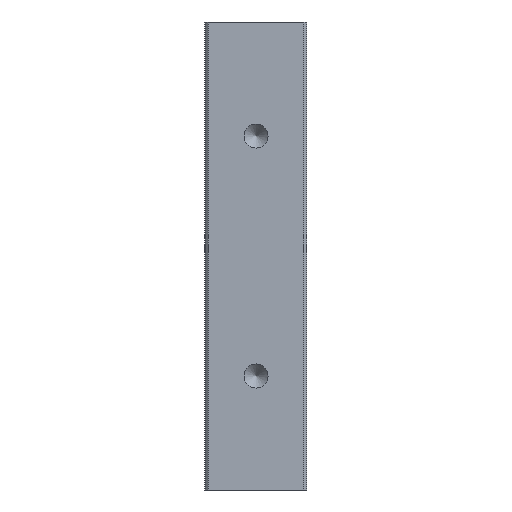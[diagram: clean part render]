
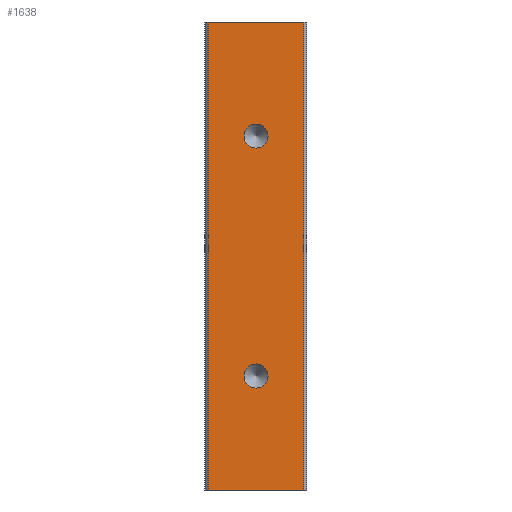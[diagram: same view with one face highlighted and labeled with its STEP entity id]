
A CAD part, front view. The second image highlights one B-rep face of the part: STEP entity #1638.
In plain terms, the highlighted planar face has unit normal (0, -1, 0).
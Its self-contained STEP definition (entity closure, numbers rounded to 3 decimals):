
#12 = EDGE_CURVE ( 'NONE', #377, #407, #1339, .T. ) ;
#155 = EDGE_CURVE ( 'NONE', #1836, #1836, #1468, .T. ) ;
#208 = AXIS2_PLACEMENT_3D ( 'NONE', #661, #669, #670 ) ;
#222 = AXIS2_PLACEMENT_3D ( 'NONE', #722, #732, #733 ) ;
#263 = AXIS2_PLACEMENT_3D ( 'NONE', #1706, #1707, #1708 ) ;
#309 = PLANE ( 'NONE',  #263 ) ;
#319 = EDGE_CURVE ( 'NONE', #455, #377, #1499, .T. ) ;
#320 = EDGE_CURVE ( 'NONE', #1838, #1838, #1509, .T. ) ;
#324 = EDGE_CURVE ( 'NONE', #420, #407, #1512, .T. ) ;
#337 = EDGE_CURVE ( 'NONE', #455, #420, #1533, .T. ) ;
#377 = VERTEX_POINT ( 'NONE', #840 ) ;
#407 = VERTEX_POINT ( 'NONE', #870 ) ;
#420 = VERTEX_POINT ( 'NONE', #883 ) ;
#455 = VERTEX_POINT ( 'NONE', #918 ) ;
#484 = CARTESIAN_POINT ( 'NONE',  ( 16., 0., 0. ) ) ;
#487 = DIRECTION ( 'NONE',  ( 1., 0., 0. ) ) ;
#661 = CARTESIAN_POINT ( 'NONE',  ( 0., 0., -38. ) ) ;
#669 = DIRECTION ( 'NONE',  ( 0., 1., 0. ) ) ;
#670 = DIRECTION ( 'NONE',  ( 0., 0., 1. ) ) ;
#722 = CARTESIAN_POINT ( 'NONE',  ( 0., 0., -118. ) ) ;
#730 = CARTESIAN_POINT ( 'NONE',  ( -16., 0., -156. ) ) ;
#731 = DIRECTION ( 'NONE',  ( 0., 0., 1. ) ) ;
#732 = DIRECTION ( 'NONE',  ( 0., 1., 0. ) ) ;
#733 = DIRECTION ( 'NONE',  ( 0., 0., 1. ) ) ;
#741 = CARTESIAN_POINT ( 'NONE',  ( 16., 0., -156. ) ) ;
#742 = DIRECTION ( 'NONE',  ( 0., 0., 1. ) ) ;
#773 = CARTESIAN_POINT ( 'NONE',  ( 16., 0., -156. ) ) ;
#774 = DIRECTION ( 'NONE',  ( 1., 0., 0. ) ) ;
#840 = CARTESIAN_POINT ( 'NONE',  ( -16., 0., 0. ) ) ;
#870 = CARTESIAN_POINT ( 'NONE',  ( 16., 0., 0. ) ) ;
#883 = CARTESIAN_POINT ( 'NONE',  ( 16., 0., -156. ) ) ;
#918 = CARTESIAN_POINT ( 'NONE',  ( -16., 0., -156. ) ) ;
#1026 = EDGE_LOOP ( 'NONE', ( #1203 ) ) ;
#1028 = EDGE_LOOP ( 'NONE', ( #1204 ) ) ;
#1029 = EDGE_LOOP ( 'NONE', ( #1216, #1206, #1219, #1209 ) ) ;
#1203 = ORIENTED_EDGE ( 'NONE', *, *, #320, .T. ) ;
#1204 = ORIENTED_EDGE ( 'NONE', *, *, #155, .T. ) ;
#1206 = ORIENTED_EDGE ( 'NONE', *, *, #319, .F. ) ;
#1209 = ORIENTED_EDGE ( 'NONE', *, *, #324, .T. ) ;
#1216 = ORIENTED_EDGE ( 'NONE', *, *, #12, .F. ) ;
#1219 = ORIENTED_EDGE ( 'NONE', *, *, #337, .T. ) ;
#1339 = LINE ( 'NONE', #484, #1343 ) ;
#1343 = VECTOR ( 'NONE', #487, 1000. ) ;
#1468 = CIRCLE ( 'NONE', #208, 4. ) ;
#1499 = LINE ( 'NONE', #730, #1502 ) ;
#1502 = VECTOR ( 'NONE', #731, 1000. ) ;
#1509 = CIRCLE ( 'NONE', #222, 4. ) ;
#1512 = LINE ( 'NONE', #741, #1513 ) ;
#1513 = VECTOR ( 'NONE', #742, 1000. ) ;
#1533 = LINE ( 'NONE', #773, #1534 ) ;
#1534 = VECTOR ( 'NONE', #774, 1000. ) ;
#1611 = FACE_BOUND ( 'NONE', #1028, .T. ) ;
#1615 = FACE_OUTER_BOUND ( 'NONE', #1029, .T. ) ;
#1616 = FACE_BOUND ( 'NONE', #1026, .T. ) ;
#1638 = ADVANCED_FACE ( 'NONE', ( #1611, #1615, #1616 ), #309, .T. ) ;
#1706 = CARTESIAN_POINT ( 'NONE',  ( 16., 0., -156. ) ) ;
#1707 = DIRECTION ( 'NONE',  ( 0., -1., 0. ) ) ;
#1708 = DIRECTION ( 'NONE',  ( 1., 0., 0. ) ) ;
#1836 = VERTEX_POINT ( 'NONE', #1837 ) ;
#1837 = CARTESIAN_POINT ( 'NONE',  ( 0., 0., -34. ) ) ;
#1838 = VERTEX_POINT ( 'NONE', #1839 ) ;
#1839 = CARTESIAN_POINT ( 'NONE',  ( 0., 0., -114. ) ) ;
